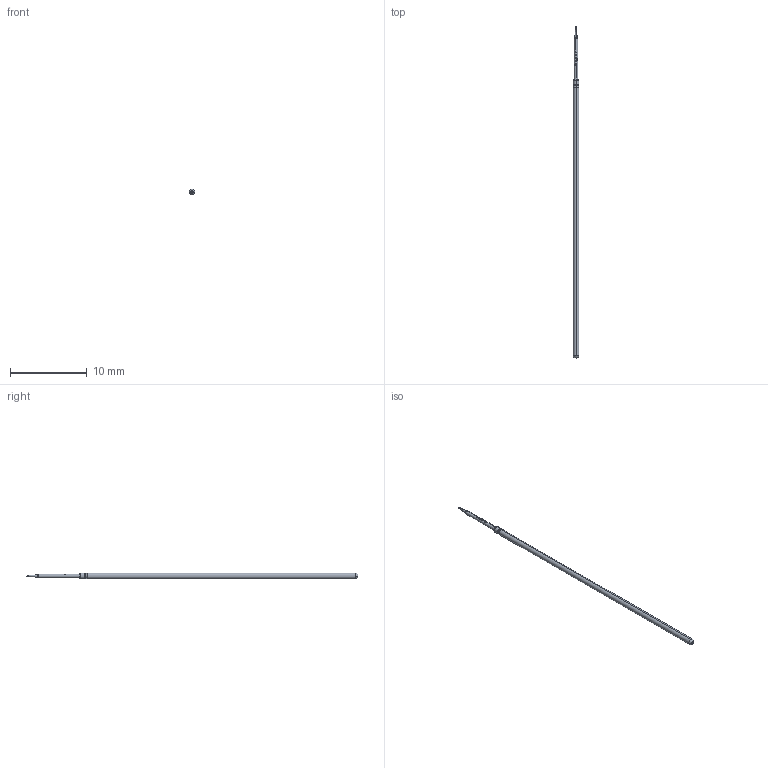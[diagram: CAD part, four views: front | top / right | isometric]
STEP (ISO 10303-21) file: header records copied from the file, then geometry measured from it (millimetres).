
FILE_DESCRIPTION (( 'STEP AP203' ), '1' );
FILE_NAME ('INGUN_GKS-050_231_050_A_xx00.STEP', '2021-09-14T08:37:02', ( 'ochi' ), ( '' ), 'SwSTEP 2.0', 'SolidWorks 2018', '' );
FILE_SCHEMA (( 'CONFIG_CONTROL_DESIGN' ));
Length unit declared in the file: millimetre
Products named in the file (1): INGUN_GKS-050_231_050_A_xx00
Bounding box: 0.78 x 43.2 x 0.78 mm (x, y, z)
Volume: 18.3 mm3; surface area: 98.7 mm2
Topology: 1 solids, 1 shells, 88 faces, 242 edges, 154 vertices
Faces by surface type: bspline 52, cylinder 18, torus 8, cone 6, sphere 2, plane 2
Entity records: 3820 total; most frequent: CARTESIAN_POINT 2000, ORIENTED_EDGE 476, EDGE_CURVE 238, DIRECTION 177, B_SPLINE_CURVE_WITH_KNOTS 175, VERTEX_POINT 154, EDGE_LOOP 90, ADVANCED_FACE 88
